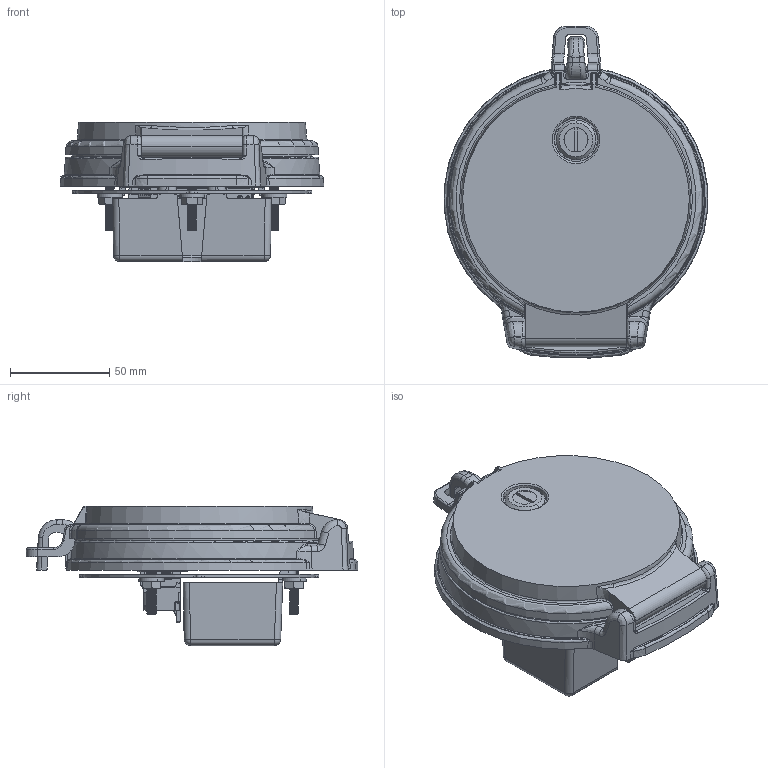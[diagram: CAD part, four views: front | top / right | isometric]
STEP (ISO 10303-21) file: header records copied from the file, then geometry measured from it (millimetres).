
FILE_DESCRIPTION(/* description */ (''),/* implementation_level */ '2;1');
FILE_NAME(/* name */ 'DAP4BC-G0-6.stp',/* time_stamp */ '2019-05-08T08:16:52-05:00',/* author */ (''),/* organization */ (''),/* preprocessor_version */ 'ST-DEVELOPER v16',/* originating_system */ 'SIEMENS PLM Software NX 11.0',/* authorisation */ '');
FILE_SCHEMA (('AP203_CONFIGURATION_CONTROLLED_3D_DESIGN_OF_MECHANICAL_PARTS_AND_ASSEMBLIES_MIM_LF { 1 0 10303 403 2 1 2}'));
Products named in the file (1): djsl2EFC777F6sc0
Bounding box: 132.93 x 167.34 x 70.17 mm (x, y, z)
Volume: 486751 mm3; surface area: 118627.3 mm2
Topology: 7 solids, 9 shells, 2743 faces, 7508 edges, 4835 vertices
Faces by surface type: plane 1341, cylinder 851, bspline 211, extrusion 153, torus 89, cone 80, sphere 18
Full cylindrical faces by diameter (mm): 3.912 x2, 5.22 x3
Entity records: 108824 total; most frequent: CARTESIAN_POINT 41870, ORIENTED_EDGE 14926, DIRECTION 12704, EDGE_CURVE 7463, VERTEX_POINT 4831, VECTOR 4678, LINE 4525, AXIS2_PLACEMENT_3D 4013
